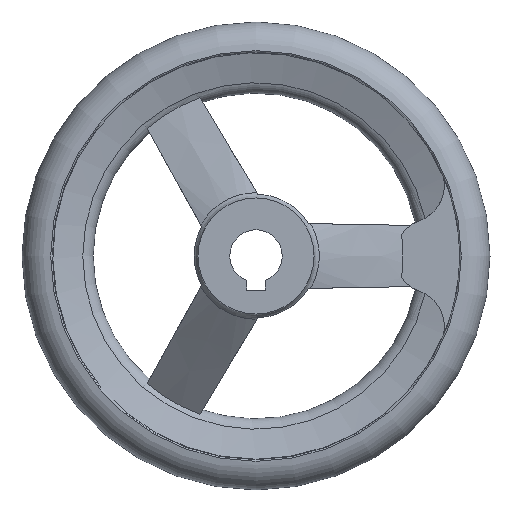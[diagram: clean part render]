
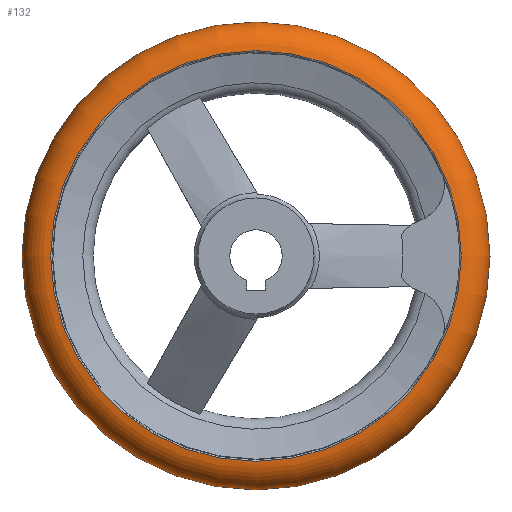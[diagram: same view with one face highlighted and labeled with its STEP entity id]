
A CAD part, front view. The second image highlights one B-rep face of the part: STEP entity #132.
In plain terms, the highlighted toroidal (fillet/blend) face has major radius 54.5 mm and minor radius 8 mm.
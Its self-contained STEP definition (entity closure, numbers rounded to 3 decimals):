
#132 = ADVANCED_FACE( '', ( #281, #282, #283 ), #284, .T. );
#281 = FACE_BOUND( '', #443, .T. );
#282 = FACE_OUTER_BOUND( '', #444, .T. );
#283 = FACE_OUTER_BOUND( '', #445, .T. );
#284 = TOROIDAL_SURFACE( '', #446, 54.5, 8. );
#443 = VERTEX_LOOP( '', #782 );
#444 = EDGE_LOOP( '', ( #783 ) );
#445 = EDGE_LOOP( '', ( #784 ) );
#446 = AXIS2_PLACEMENT_3D( '', #785, #786, #787 );
#782 = VERTEX_POINT( '', #1060 );
#783 = ORIENTED_EDGE( '', *, *, #1039, .T. );
#784 = ORIENTED_EDGE( '', *, *, #1061, .F. );
#785 = CARTESIAN_POINT( '', ( 0., 28., 0. ) );
#786 = DIRECTION( '', ( 0., -1., 0. ) );
#787 = DIRECTION( '', ( 0., 0., -1. ) );
#1039 = EDGE_CURVE( '', #1284, #1284, #1285, .T. );
#1060 = CARTESIAN_POINT( '', ( 0., 28., -62.5 ) );
#1061 = EDGE_CURVE( '', #1306, #1306, #1307, .T. );
#1284 = VERTEX_POINT( '', #1879 );
#1285 = CIRCLE( '', #1880, 54.833 );
#1306 = VERTEX_POINT( '', #1934 );
#1307 = CIRCLE( '', #1935, 54.833 );
#1879 = CARTESIAN_POINT( '', ( 0., 35.993, -54.833 ) );
#1880 = AXIS2_PLACEMENT_3D( '', #2126, #2127, #2128 );
#1934 = CARTESIAN_POINT( '', ( 0., 20.007, -54.833 ) );
#1935 = AXIS2_PLACEMENT_3D( '', #2153, #2154, #2155 );
#2126 = CARTESIAN_POINT( '', ( 0., 35.993, 0. ) );
#2127 = DIRECTION( '', ( 0., -1., 0. ) );
#2128 = DIRECTION( '', ( 0., 0., -1. ) );
#2153 = CARTESIAN_POINT( '', ( 0., 20.007, 0. ) );
#2154 = DIRECTION( '', ( 0., -1., 0. ) );
#2155 = DIRECTION( '', ( 0., 0., -1. ) );
